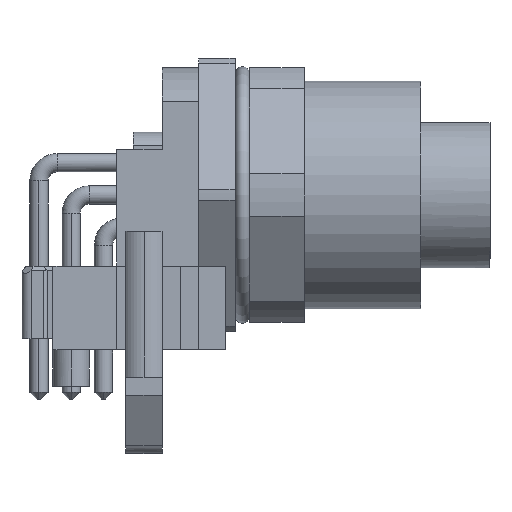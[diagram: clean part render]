
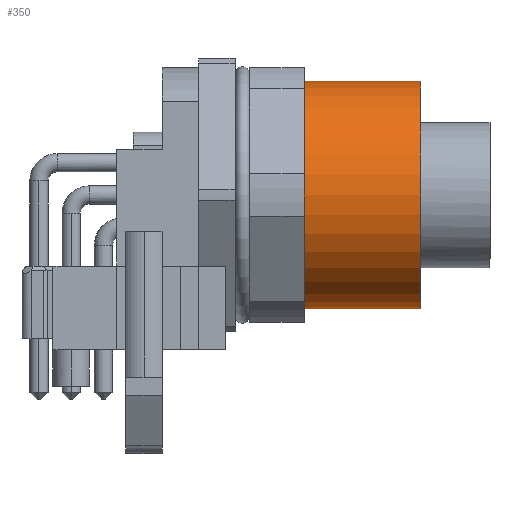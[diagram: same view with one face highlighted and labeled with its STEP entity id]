
A CAD part, left-side view. The second image highlights one B-rep face of the part: STEP entity #350.
In plain terms, the highlighted cylindrical face has radius 6.25 mm (diameter 12.5 mm), a partial arc.
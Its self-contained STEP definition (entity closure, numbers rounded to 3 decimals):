
#215 = VERTEX_POINT ( 'NONE', #1476 ) ;
#350 = ADVANCED_FACE ( 'NONE', ( #9855 ), #1067, .T. ) ;
#1067 = CYLINDRICAL_SURFACE ( 'NONE', #1639, 6.25 ) ;
#1476 = CARTESIAN_POINT ( 'NONE',  ( -1.659, -9.21, -2.9 ) ) ;
#1639 = AXIS2_PLACEMENT_3D ( 'NONE', #5152, #3477, #5072 ) ;
#2304 = EDGE_CURVE ( 'NONE', #6712, #215, #5544, .T. ) ;
#2388 = EDGE_CURVE ( 'NONE', #5778, #5049, #5757, .T. ) ;
#2449 = CARTESIAN_POINT ( 'NONE',  ( -1.659, -2.81, 9.6 ) ) ;
#2818 = DIRECTION ( 'NONE',  ( 0., 1., 0. ) ) ;
#2834 = CARTESIAN_POINT ( 'NONE',  ( -1.659, -9.21, -2.9 ) ) ;
#3477 = DIRECTION ( 'NONE',  ( 0., 1., 0. ) ) ;
#4055 = ORIENTED_EDGE ( 'NONE', *, *, #2388, .T. ) ;
#4252 = CARTESIAN_POINT ( 'NONE',  ( -1.659, -9.21, 9.6 ) ) ;
#4254 = DIRECTION ( 'NONE',  ( 0., 1., 0. ) ) ;
#4899 = CARTESIAN_POINT ( 'NONE',  ( -1.659, -2.81, -2.9 ) ) ;
#5049 = VERTEX_POINT ( 'NONE', #4899 ) ;
#5072 = DIRECTION ( 'NONE',  ( 0., 0., 1. ) ) ;
#5152 = CARTESIAN_POINT ( 'NONE',  ( -1.659, -9.21, 3.35 ) ) ;
#5241 = EDGE_LOOP ( 'NONE', ( #10611, #7065, #10321, #4055 ) ) ;
#5544 = CIRCLE ( 'NONE', #8146, 6.25 ) ;
#5757 = CIRCLE ( 'NONE', #8517, 6.25 ) ;
#5778 = VERTEX_POINT ( 'NONE', #2449 ) ;
#6712 = VERTEX_POINT ( 'NONE', #10167 ) ;
#7065 = ORIENTED_EDGE ( 'NONE', *, *, #2304, .F. ) ;
#7427 = LINE ( 'NONE', #4252, #7448 ) ;
#7448 = VECTOR ( 'NONE', #4254, 1000. ) ;
#7743 = LINE ( 'NONE', #2834, #7751 ) ;
#7751 = VECTOR ( 'NONE', #2818, 1000. ) ;
#8146 = AXIS2_PLACEMENT_3D ( 'NONE', #10522, #10511, #10509 ) ;
#8517 = AXIS2_PLACEMENT_3D ( 'NONE', #9639, #9627, #9601 ) ;
#9497 = EDGE_CURVE ( 'NONE', #6712, #5778, #7427, .T. ) ;
#9601 = DIRECTION ( 'NONE',  ( 0., 0., 1. ) ) ;
#9627 = DIRECTION ( 'NONE',  ( 0., -1., 0. ) ) ;
#9639 = CARTESIAN_POINT ( 'NONE',  ( -1.659, -2.81, 3.35 ) ) ;
#9810 = EDGE_CURVE ( 'NONE', #215, #5049, #7743, .T. ) ;
#9855 = FACE_OUTER_BOUND ( 'NONE', #5241, .T. ) ;
#10167 = CARTESIAN_POINT ( 'NONE',  ( -1.659, -9.21, 9.6 ) ) ;
#10321 = ORIENTED_EDGE ( 'NONE', *, *, #9497, .T. ) ;
#10509 = DIRECTION ( 'NONE',  ( 0., 0., 1. ) ) ;
#10511 = DIRECTION ( 'NONE',  ( 0., -1., 0. ) ) ;
#10522 = CARTESIAN_POINT ( 'NONE',  ( -1.659, -9.21, 3.35 ) ) ;
#10611 = ORIENTED_EDGE ( 'NONE', *, *, #9810, .F. ) ;
